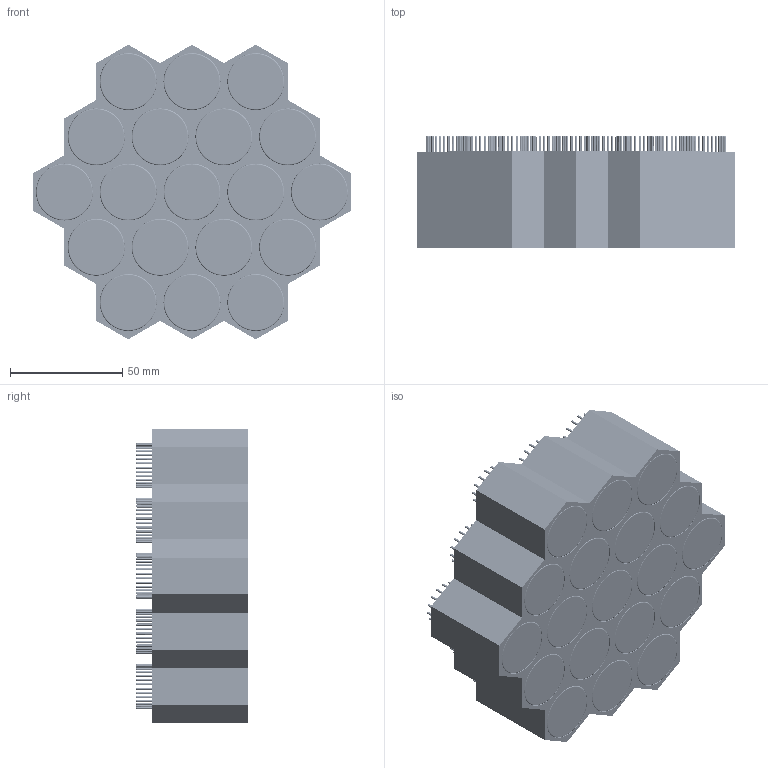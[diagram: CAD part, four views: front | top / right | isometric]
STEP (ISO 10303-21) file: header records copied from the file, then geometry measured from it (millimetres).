
FILE_DESCRIPTION(('CoCreate Modeling STEP Export'),'2;1');
FILE_NAME('pmt_array_fat.stp','2010-01-03T15:17:54',(''),(''),'CoCreate Modeling STEP processor for AP214 (Solid Model)','CoCreate Modeling 16.00A 16-Aug-2008 (C) Parametric Technology GmbH','');
FILE_SCHEMA(('AUTOMOTIVE_DESIGN { 1 0 10303 214 1 1 1 1 }'));
Length unit declared in the file: millimetre
Products named in the file (7): PMT; PMT-Sleeve; PMTassy.1.6.1.3; Array1; Array2; Array3; PMTarrayFAT
Assembly tree (24 placements, depth 4):
  PMTarrayFAT
    Array3
      PMTassy.1.6.1.3  x6
        PMT-Sleeve
        PMT
    Array2
      PMTassy.1.6.1.3  x6
        PMT-Sleeve
        PMT
    Array1
      PMTassy.1.6.1.3  x6
        PMT-Sleeve
        PMT
    PMTassy.1.6.1.3
      PMT-Sleeve
      PMT
Bounding box: 142 x 50 x 131.17 mm (x, y, z)
Volume: 434666.1 mm3; surface area: 353310.6 mm2
Topology: 38 solids, 57 shells, 3515 faces, 8664 edges, 5757 vertices
Faces by surface type: cylinder 1520, plane 1197, torus 722, cone 76
Entity records: 5984 total; most frequent: ORIENTED_EDGE 908, CARTESIAN_POINT 758, DIRECTION 736, EDGE_CURVE 454, VERTEX_POINT 303, AXIS2_PLACEMENT_3D 281, EDGE_LOOP 245, FACE_OUTER_BOUND 185
